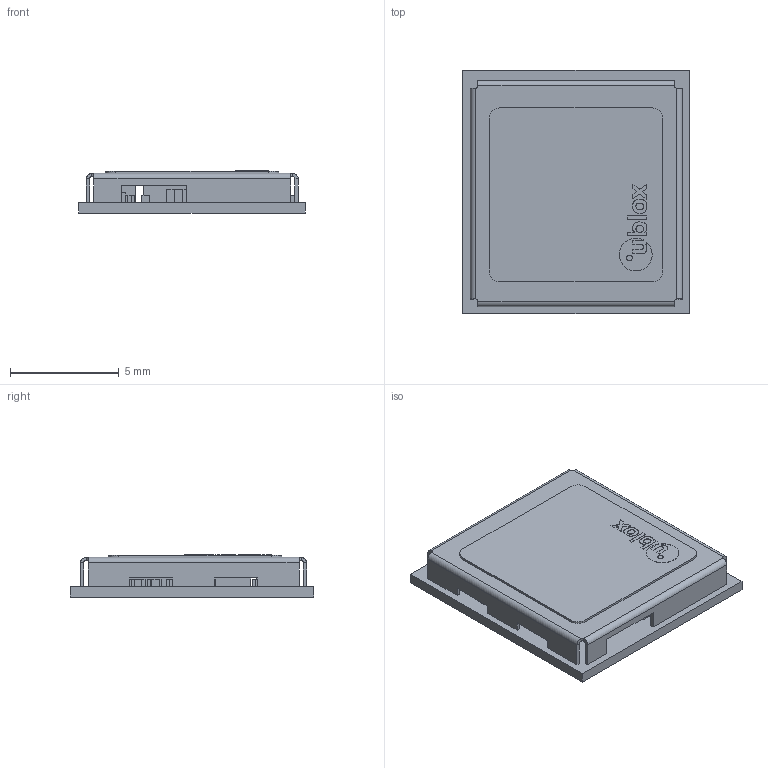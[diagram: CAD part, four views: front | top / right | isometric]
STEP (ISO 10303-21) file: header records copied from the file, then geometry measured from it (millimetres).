
FILE_DESCRIPTION(('Open CASCADE Model'),'2;1');
FILE_NAME('Open CASCADE Shape Model','2025-01-20T10:16:26',('Author'),( 'Open CASCADE'),'Open CASCADE STEP processor 7.5','Open CASCADE 7.5' ,'Unknown');
FILE_SCHEMA(('AUTOMOTIVE_DESIGN { 1 0 10303 214 1 1 1 1 }'));
Length unit declared in the file: millimetre
Products named in the file (63): PCB; Board; Open CASCADE STEP translator 7.5 1.1.1; Z6; 6933571680; Extruded; 6933571920; C12; 6933571280; C9; Z2; 7912775168; R2; 7912776128; Z1; U1; 7912775968; Z5; Z4; X1; 7916573552; Z3; L1; 7912773568; 7912773408; F1; E1; MAYA_W1_Shield_UBXH04-0000683; label_with_logo_8x8; label_8x8; logo_full_4mm; logo_x_4mm; logo_o_4mm; logo_l_4mm; logo_b_4mm; logo_u_4mm; C10; C3; 7912772528; 7912772368 ...
Assembly tree (110 placements, depth 5):
  PCB
    Board
      Open CASCADE STEP translator 7.5 1.1.1
    Z6
      6933571680
        Extruded
      6933571920  x2
        Extruded
    C12
      6933571280  x2
        Extruded
      6933571680
        Extruded
    C9
      6933571680
        Extruded
      6933571280  x2
        Extruded
    Z2
      6933571280  x2
        Extruded
      7912775168
        Extruded
    R2
      6933571280  x2
        Extruded
      7912776128
        Extruded
    Z1
      6933571920  x2
        Extruded
      7912775168
        Extruded
    U1
      7912775968
        Extruded
    Z5
      6933571920  x2
        Extruded
      6933571680
        Extruded
    Z4
      6933571680
        Extruded
      6933571920  x2
        Extruded
    X1
      7916573552
        Extruded
    Z3
      6933571280  x2
        Extruded
      7912775168
        Extruded
    L1
      7912773568
        Extruded
      7912773408  x2
        Extruded
    F1
Bounding box: 10.4 x 11.2 x 1.94 mm (x, y, z)
Volume: 123.8 mm3; surface area: 823.5 mm2
Topology: 70 solids, 70 shells, 562 faces, 1234 edges, 812 vertices
Faces by surface type: plane 489, bspline 55, cylinder 18
Entity records: 9813 total; most frequent: CARTESIAN_POINT 2186, ORIENTED_EDGE 1316, DIRECTION 1244, EDGE_CURVE 658, LINE 512, VECTOR 512, VERTEX_POINT 428, AXIS2_PLACEMENT_3D 366
